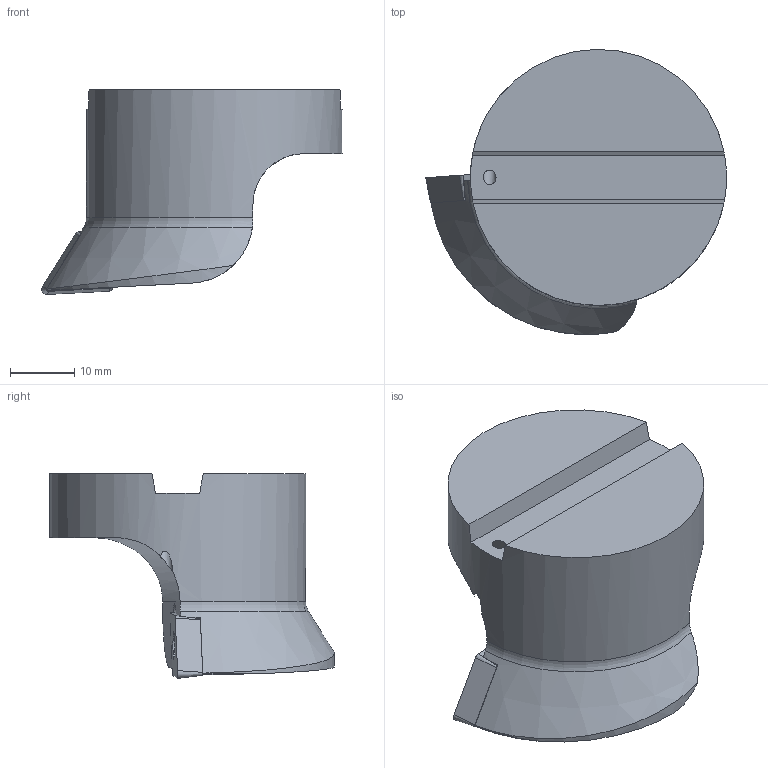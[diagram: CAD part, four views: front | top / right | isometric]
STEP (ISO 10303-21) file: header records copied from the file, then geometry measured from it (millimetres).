
FILE_DESCRIPTION((''),'1');
FILE_NAME('B40-SDUCR-27032-11.stp','2022-10-04T06:00:21',(''),(''),'Spatial Interop R21 SP3','Kubotek KeyCreator 2011 V10.0.2 (22737)',' ');
FILE_SCHEMA(('automotive_design'));
Length unit declared in the file: millimetre
Products named in the file (2): 241[3]; 240[2]
Bounding box: 46.97 x 44.5 x 32 mm (x, y, z)
Volume: 22537.3 mm3; surface area: 6243.7 mm2
Topology: 2 solids, 2 shells, 42 faces, 122 edges, 84 vertices
Faces by surface type: plane 20, cylinder 11, cone 9, torus 2
Full cylindrical faces by diameter (mm): 2 x2, 4.4 x1, 40 x1
Entity records: 2716 total; most frequent: CARTESIAN_POINT 614, ORIENTED_EDGE 228, PRESENTATION_STYLE_ASSIGNMENT 200, COLOUR_RGB 200, DIRECTION 173, STYLED_ITEM 157, CURVE_STYLE 157, DRAUGHTING_PRE_DEFINED_CURVE_FONT 157
